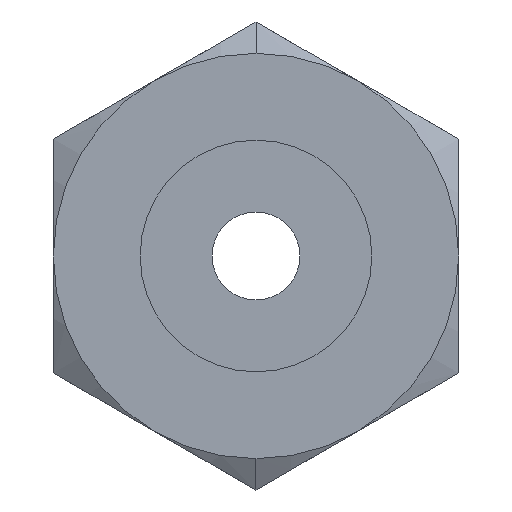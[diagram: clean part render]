
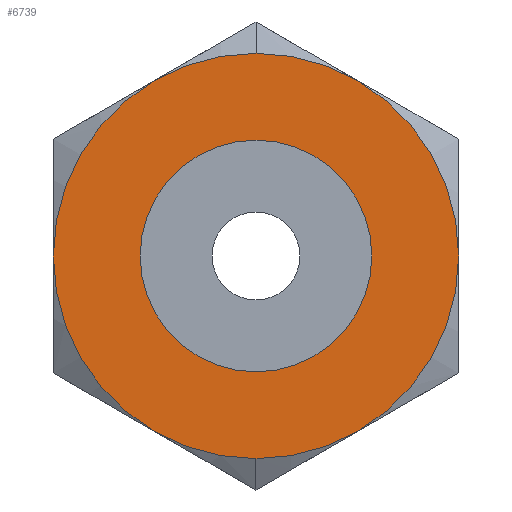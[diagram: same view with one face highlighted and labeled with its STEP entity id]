
A CAD part, left-side view. The second image highlights one B-rep face of the part: STEP entity #6739.
In plain terms, the highlighted planar face has unit normal (-1, 0, 0).
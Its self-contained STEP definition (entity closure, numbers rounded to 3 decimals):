
#510 = CARTESIAN_POINT ( 'NONE',  ( 0., 0., 0. ) ) ;
#531 = EDGE_CURVE ( 'NONE', #8130, #2922, #6919, .T. ) ;
#616 = AXIS2_PLACEMENT_3D ( 'NONE', #510, #5740, #7082 ) ;
#1175 = EDGE_CURVE ( 'NONE', #3035, #7840, #2320, .T. ) ;
#1723 = CARTESIAN_POINT ( 'NONE',  ( 0., 0., 0. ) ) ;
#1858 = CARTESIAN_POINT ( 'NONE',  ( 0., 0., 0. ) ) ;
#2186 = EDGE_CURVE ( 'NONE', #7840, #3035, #7414, .T. ) ;
#2320 = CIRCLE ( 'NONE', #2454, 6.35 ) ;
#2409 = DIRECTION ( 'NONE',  ( 0., 0., 1. ) ) ;
#2447 = DIRECTION ( 'NONE',  ( 1., 0., 0. ) ) ;
#2454 = AXIS2_PLACEMENT_3D ( 'NONE', #1858, #3921, #7785 ) ;
#2784 = ORIENTED_EDGE ( 'NONE', *, *, #531, .F. ) ;
#2891 = ORIENTED_EDGE ( 'NONE', *, *, #4512, .F. ) ;
#2922 = VERTEX_POINT ( 'NONE', #7936 ) ;
#3035 = VERTEX_POINT ( 'NONE', #4699 ) ;
#3100 = FACE_OUTER_BOUND ( 'NONE', #3214, .T. ) ;
#3214 = EDGE_LOOP ( 'NONE', ( #2784, #2891 ) ) ;
#3716 = AXIS2_PLACEMENT_3D ( 'NONE', #1723, #2447, #4356 ) ;
#3921 = DIRECTION ( 'NONE',  ( 1., 0., 0. ) ) ;
#4158 = CARTESIAN_POINT ( 'NONE',  ( 0., 0., 0. ) ) ;
#4189 = CARTESIAN_POINT ( 'NONE',  ( 0., 0., 11.11 ) ) ;
#4282 = CIRCLE ( 'NONE', #3716, 11.11 ) ;
#4339 = EDGE_LOOP ( 'NONE', ( #6505, #4367 ) ) ;
#4356 = DIRECTION ( 'NONE',  ( 0., 0., -1. ) ) ;
#4367 = ORIENTED_EDGE ( 'NONE', *, *, #1175, .T. ) ;
#4512 = EDGE_CURVE ( 'NONE', #2922, #8130, #4282, .T. ) ;
#4536 = AXIS2_PLACEMENT_3D ( 'NONE', #4158, #6780, #5639 ) ;
#4699 = CARTESIAN_POINT ( 'NONE',  ( 0., 0., 6.35 ) ) ;
#4949 = FACE_BOUND ( 'NONE', #4339, .T. ) ;
#5639 = DIRECTION ( 'NONE',  ( 0., 0., -1. ) ) ;
#5740 = DIRECTION ( 'NONE',  ( 1., 0., 0. ) ) ;
#6448 = DIRECTION ( 'NONE',  ( -1., 0., 0. ) ) ;
#6505 = ORIENTED_EDGE ( 'NONE', *, *, #2186, .T. ) ;
#6739 = ADVANCED_FACE ( 'NONE', ( #4949, #3100 ), #6929, .T. ) ;
#6780 = DIRECTION ( 'NONE',  ( 1., 0., 0. ) ) ;
#6919 = CIRCLE ( 'NONE', #616, 11.11 ) ;
#6929 = PLANE ( 'NONE',  #7311 ) ;
#7010 = CARTESIAN_POINT ( 'NONE',  ( 0., 0., -6.35 ) ) ;
#7082 = DIRECTION ( 'NONE',  ( 0., 0., 1. ) ) ;
#7311 = AXIS2_PLACEMENT_3D ( 'NONE', #8258, #6448, #2409 ) ;
#7414 = CIRCLE ( 'NONE', #4536, 6.35 ) ;
#7785 = DIRECTION ( 'NONE',  ( 0., 0., 1. ) ) ;
#7840 = VERTEX_POINT ( 'NONE', #7010 ) ;
#7936 = CARTESIAN_POINT ( 'NONE',  ( 0., 0., -11.11 ) ) ;
#8130 = VERTEX_POINT ( 'NONE', #4189 ) ;
#8258 = CARTESIAN_POINT ( 'NONE',  ( 0., 0., 5.555 ) ) ;
